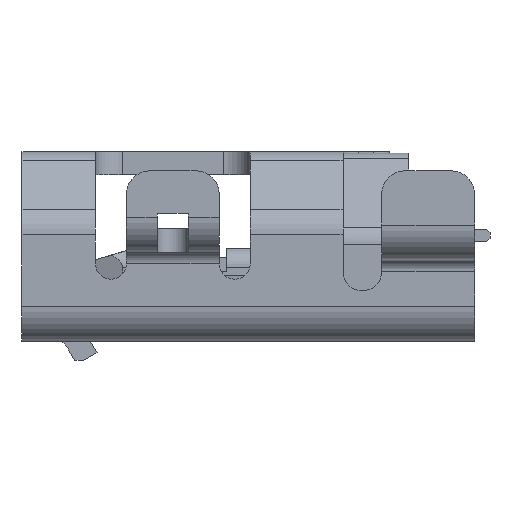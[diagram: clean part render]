
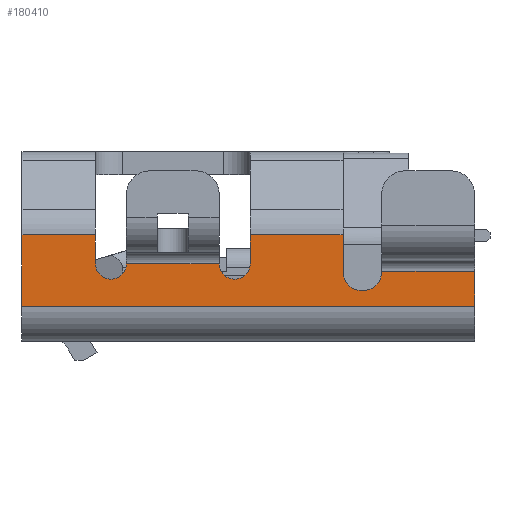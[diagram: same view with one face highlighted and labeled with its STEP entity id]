
A CAD part, left-side view. The second image highlights one B-rep face of the part: STEP entity #180410.
In plain terms, the highlighted planar face has unit normal (-1, 0, 0).
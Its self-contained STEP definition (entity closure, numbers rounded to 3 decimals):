
#96280=CARTESIAN_POINT('',(-3.75,1.1,-0.315));
#96290=VERTEX_POINT('',#96280);
#96320=CARTESIAN_POINT('',(-3.75,1.1,0.159));
#96330=DIRECTION('',(0.,0.,-1.));
#96340=VECTOR('',#96330,0.474);
#96350=LINE('',#96320,#96340);
#96360=CARTESIAN_POINT('',(-3.75,1.1,0.159));
#96370=VERTEX_POINT('',#96360);
#96380=EDGE_CURVE('',#96370,#96290,#96350,.T.);
#100620=CARTESIAN_POINT('',(-3.75,2.7,-0.215));
#100630=VERTEX_POINT('',#100620);
#100710=CARTESIAN_POINT('',(-3.75,2.3,-0.215));
#100720=VERTEX_POINT('',#100710);
#100750=CARTESIAN_POINT('',(-3.75,2.5,-0.215));
#100760=DIRECTION('',(1.,0.,0.));
#100770=DIRECTION('',(0.,-1.,0.));
#100780=AXIS2_PLACEMENT_3D('',#100750,#100760,#100770);
#100790=CIRCLE('',#100780,0.2);
#100800=EDGE_CURVE('',#100720,#100630,#100790,.T.);
#101300=CARTESIAN_POINT('',(-3.75,3.9,-0.215));
#101310=VERTEX_POINT('',#101300);
#101490=CARTESIAN_POINT('',(-3.75,3.9,-0.215));
#101500=DIRECTION('',(0.,-1.,0.));
#101510=VECTOR('',#101500,1.2);
#101520=LINE('',#101490,#101510);
#101530=EDGE_CURVE('',#101310,#100630,#101520,.T.);
#101670=CARTESIAN_POINT('',(-3.75,4.3,-0.215));
#101680=VERTEX_POINT('',#101670);
#101780=CARTESIAN_POINT('',(-3.75,4.1,-0.215));
#101790=DIRECTION('',(1.,0.,0.));
#101800=DIRECTION('',(0.,-1.,0.));
#101810=AXIS2_PLACEMENT_3D('',#101780,#101790,#101800);
#101820=CIRCLE('',#101810,0.2);
#101830=EDGE_CURVE('',#101310,#101680,#101820,.T.);
#101960=CARTESIAN_POINT('',(-3.75,4.3,-0.065))
;
#101970=DIRECTION('',(0.,0.,-1.));
#101980=VECTOR('',#101970,0.15);
#101990=LINE('',#101960,#101980);
#102000=CARTESIAN_POINT('',(-3.75,4.3,0.159));
#102010=VERTEX_POINT('',#102000);
#102020=EDGE_CURVE('',#102010,#101680,#101990,.T.);
#108480=CARTESIAN_POINT('',(-3.75,2.3,0.159));
#108490=VERTEX_POINT('',#108480);
#108520=CARTESIAN_POINT('',(-3.75,2.3,0.159));
#108530=DIRECTION('',(0.,0.,-1.));
#108540=VECTOR('',#108530,0.224);
#108550=LINE('',#108520,#108540);
#108560=EDGE_CURVE('',#108490,#100720,#108550,.T.);
#109720=CARTESIAN_POINT('',(-3.75,5.25,
0.159));
#109730=DIRECTION('',(0.,-1.,
0.));
#109740=VECTOR('',#109730,0.95);
#109750=LINE('',#109720,#109740);
#109760=CARTESIAN_POINT('',(-3.75,5.25,0.159));
#109770=VERTEX_POINT('',#109760);
#109780=EDGE_CURVE('',#109770,#102010,#109750,.T.);
#113960=CARTESIAN_POINT('',(-3.75,5.25,-1.215));
#113970=DIRECTION('',(0.,-0.,1.));
#113980=VECTOR('',#113970,1.);
#113990=LINE('',#113960,#113980);
#114000=CARTESIAN_POINT('',(-3.75,5.25,-0.765));
#114010=VERTEX_POINT('',#114000);
#114020=EDGE_CURVE('',#114010,#109770,#113990,.T.);
#119900=CARTESIAN_POINT('',(-3.75,0.6,-0.315));
#119910=VERTEX_POINT('',#119900);
#120070=CARTESIAN_POINT('',(-3.75,-0.6,-0.315))
;
#120080=VERTEX_POINT('',#120070);
#120110=CARTESIAN_POINT('',(-3.75,0.6,-0.315));
#120120=DIRECTION('',(0.,-1.,0.));
#120130=VECTOR('',#120120,1.2);
#120140=LINE('',#120110,#120130);
#120150=EDGE_CURVE('',#119910,#120080,#120140,.T.);
#121220=CARTESIAN_POINT('',(-3.75,0.85,-0.315));
#121230=DIRECTION('',(-1.,0.,0.));
#121240=DIRECTION('',(0.,1.,-0.));
#121250=AXIS2_PLACEMENT_3D('',#121220,#121230,#121240);
#121260=CIRCLE('',#121250,0.25);
#121270=EDGE_CURVE('',#96290,#119910,#121260,.T.);
#139010=CARTESIAN_POINT('',(-3.75,-0.6,-0.765))
;
#139020=VERTEX_POINT('',#139010);
#139050=CARTESIAN_POINT('',(-3.75,-0.6,-0.765))
;
#139060=DIRECTION('',(0.,-0.,1.));
#139070=VECTOR('',#139060,0.45);
#139080=LINE('',#139050,#139070);
#139090=EDGE_CURVE('',#139020,#120080,#139080,.T.);
#139960=CARTESIAN_POINT('',(-3.75,-0.6,-0.765))
;
#139970=DIRECTION('',(0.,-1.,0.));
#139980=VECTOR('',#139970,1.);
#139990=LINE('',#139960,#139980);
#140000=EDGE_CURVE('',#114010,#139020,#139990,.T.);
#180160=CARTESIAN_POINT('',(-3.75,5.25,-1.215));
#180170=DIRECTION('',(1.,-0.,-0.));
#180180=DIRECTION('',(0.,1.,-0.));
#180190=AXIS2_PLACEMENT_3D('',#180160,#180170,#180180);
#180200=PLANE('',#180190);
#180210=ORIENTED_EDGE('',*,*,#114020,.F.);
#180220=ORIENTED_EDGE('',*,*,#109780,.F.);
#180230=ORIENTED_EDGE('',*,*,#102020,.F.);
#180240=ORIENTED_EDGE('',*,*,#101830,.T.);
#180250=ORIENTED_EDGE('',*,*,#101530,.F.);
#180260=ORIENTED_EDGE('',*,*,#100800,.T.);
#180270=ORIENTED_EDGE('',*,*,#108560,.T.);
#180280=CARTESIAN_POINT('',(-3.75,2.3,0.159));
#180290=DIRECTION('',(0.,-1.,0.));
#180300=VECTOR('',#180290,1.2);
#180310=LINE('',#180280,#180300);
#180320=EDGE_CURVE('',#108490,#96370,#180310,.T.);
#180330=ORIENTED_EDGE('',*,*,#180320,.F.);
#180340=ORIENTED_EDGE('',*,*,#96380,.F.);
#180350=ORIENTED_EDGE('',*,*,#121270,.F.);
#180360=ORIENTED_EDGE('',*,*,#120150,.F.);
#180370=ORIENTED_EDGE('',*,*,#139090,.T.);
#180380=ORIENTED_EDGE('',*,*,#140000,.T.);
#180390=EDGE_LOOP('',(#180380,#180370,#180360,#180350,#180340,#180330,
#180270,#180260,#180250,#180240,#180230,#180220,#180210));
#180400=FACE_OUTER_BOUND('',#180390,.T.);
#180410=ADVANCED_FACE('',(#180400),#180200,.F.);
